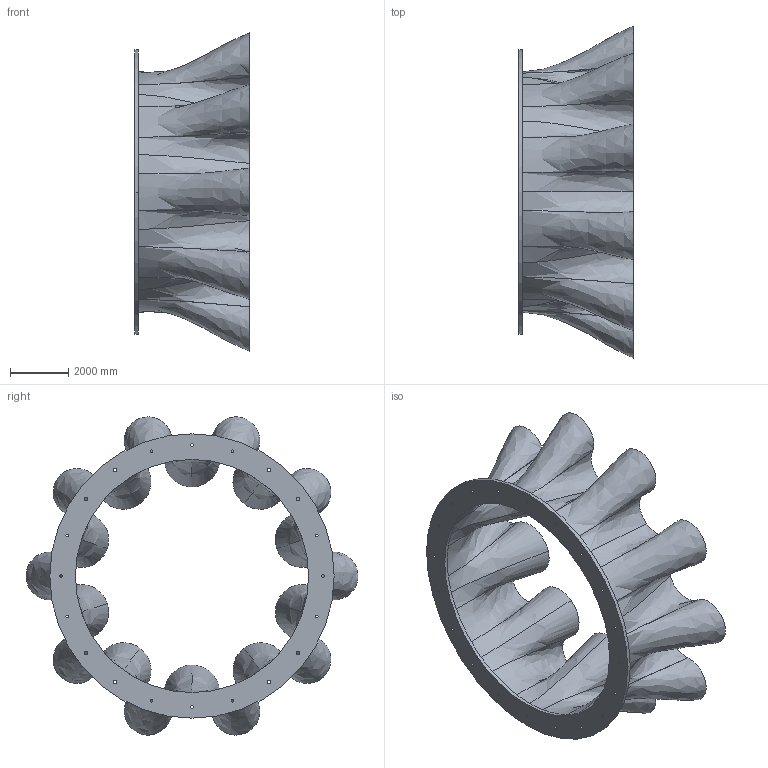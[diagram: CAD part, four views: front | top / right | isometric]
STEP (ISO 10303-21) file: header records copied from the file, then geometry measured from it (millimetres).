
FILE_DESCRIPTION((''),'2;1');
FILE_NAME('EXHAUST_CASE','2023-11-27T12:26:48',('Pebblin'),(''),'CREO PARAMETRIC BY PTC INC, 2023073','CREO PARAMETRIC BY PTC INC, 2023073','');
FILE_SCHEMA(('CONFIG_CONTROL_DESIGN'));
Length unit declared in the file: inch
Products named in the file (1): EXHAUST_CASE
Bounding box: 3937 x 11423.74 x 10946.17 mm (x, y, z)
Volume: 20115369808.3 mm3; surface area: 377252923 mm2
Topology: 1 solids, 1 shells, 107 faces, 312 edges, 208 vertices
Faces by surface type: bspline 60, cylinder 44, plane 3
Entity records: 14138 total; most frequent: CARTESIAN_POINT 11537, ORIENTED_EDGE 624, DIRECTION 374, EDGE_CURVE 312, VERTEX_POINT 208, AXIS2_PLACEMENT_3D 165, EDGE_LOOP 150, B_SPLINE_CURVE_WITH_KNOTS 150
